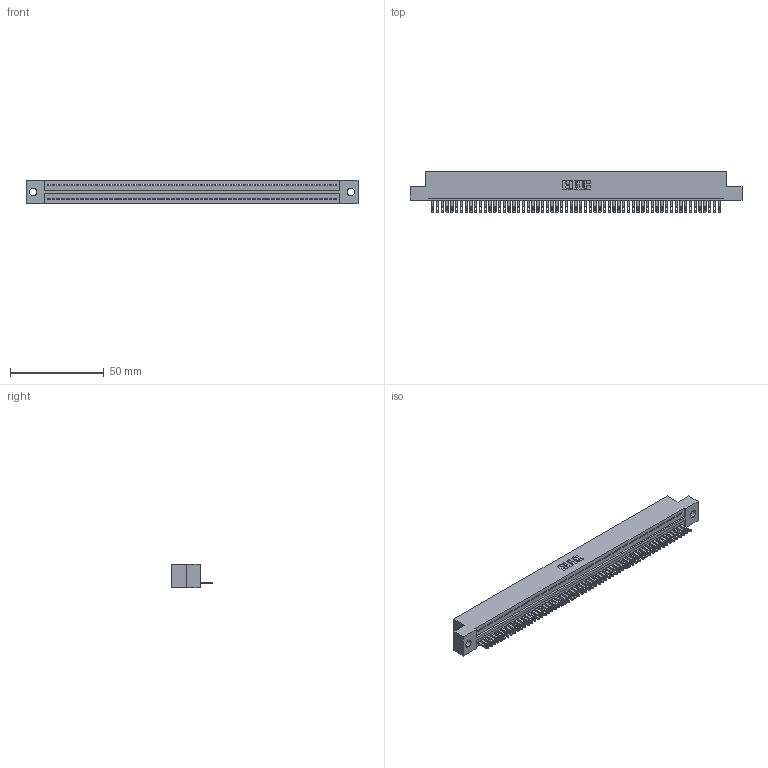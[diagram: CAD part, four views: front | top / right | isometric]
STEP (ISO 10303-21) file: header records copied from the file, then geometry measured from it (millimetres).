
FILE_DESCRIPTION (( 'STEP AP203' ), '1' );
FILE_NAME ('325-061-500-109.STEP', '2020-02-25T02:45:49', ( '' ), ( '' ), 'SwSTEP 2.0', 'SolidWorks 2016', '' );
FILE_SCHEMA (( 'CONFIG_CONTROL_DESIGN' ));
Length unit declared in the file: inch
Products named in the file (3): 325-061-500-109; 325 Part_.160 TH; 325-292-001_325-293-100
Assembly tree (62 placements, depth 2):
  325-061-500-109
    325 Part_.160 TH
    325-292-001_325-293-100  x61
Bounding box: 176.66 x 21.84 x 12.45 mm (x, y, z)
Volume: 22383.1 mm3; surface area: 24814.4 mm2
Topology: 62 solids, 62 shells, 3408 faces, 10559 edges, 7038 vertices
Faces by surface type: plane 2266, cylinder 1142
Entity records: 34767 total; most frequent: CARTESIAN_POINT 6001, ORIENTED_EDGE 5998, DIRECTION 5025, EDGE_CURVE 2999, VECTOR 2867, LINE 2867, VERTEX_POINT 1998, AXIS2_PLACEMENT_3D 1079
